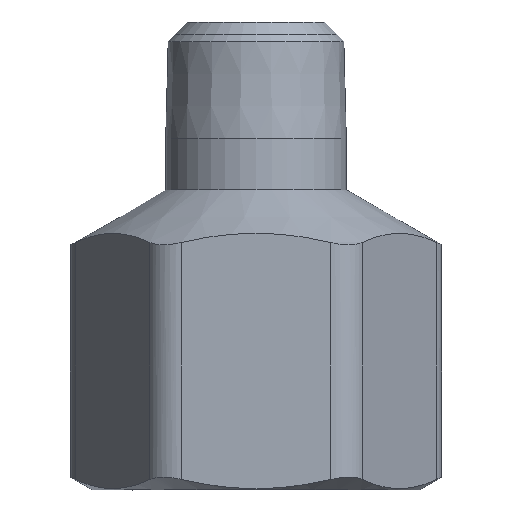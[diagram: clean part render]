
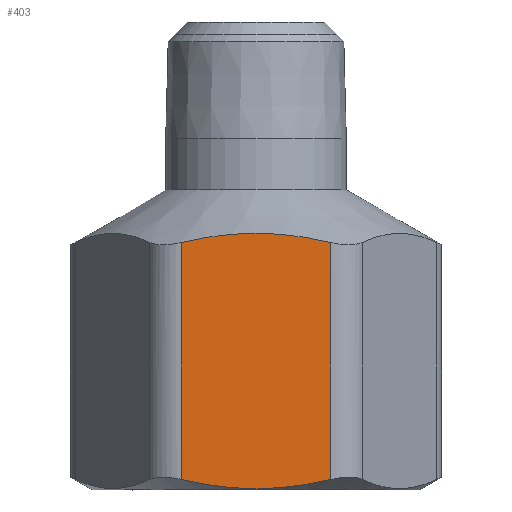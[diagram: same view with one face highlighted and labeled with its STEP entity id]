
A CAD part, front view. The second image highlights one B-rep face of the part: STEP entity #403.
In plain terms, the highlighted planar face has unit normal (0, -1, 0).
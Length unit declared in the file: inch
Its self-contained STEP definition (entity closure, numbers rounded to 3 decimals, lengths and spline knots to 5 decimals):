
#24=LINE('',#746,#36);
#25=LINE('',#759,#37);
#36=VECTOR('',#486,0.53679);
#37=VECTOR('',#489,0.53679);
#64=B_SPLINE_CURVE_WITH_KNOTS('',3,(#667,#668,#669,#670,#671,#672,#673,
#674,#675,#676),.UNSPECIFIED.,.F.,.F.,(4,1,1,1,1,1,1,4),(0.,0.14286,
0.28571,0.42857,0.57143,0.71429,0.85714,
1.),.UNSPECIFIED.);
#72=B_SPLINE_CURVE_WITH_KNOTS('',3,(#749,#750,#751,#752,#753,#754,#755,
#756,#757,#758),.UNSPECIFIED.,.F.,.F.,(4,1,1,1,1,1,1,4),(0.,0.14286,
0.28571,0.42857,0.57143,0.71429,0.85714,
1.),.UNSPECIFIED.);
#110=FACE_OUTER_BOUND('',#138,.T.);
#138=EDGE_LOOP('',(#315,#316,#317,#318));
#198=VERTEX_POINT('',#656);
#199=VERTEX_POINT('',#666);
#206=VERTEX_POINT('',#736);
#207=VERTEX_POINT('',#748);
#241=EDGE_CURVE('',#199,#198,#64,.T.);
#252=EDGE_CURVE('',#198,#206,#24,.T.);
#253=EDGE_CURVE('',#206,#207,#72,.T.);
#254=EDGE_CURVE('',#207,#199,#25,.T.);
#315=ORIENTED_EDGE('',*,*,#241,.T.);
#316=ORIENTED_EDGE('',*,*,#252,.T.);
#317=ORIENTED_EDGE('',*,*,#253,.T.);
#318=ORIENTED_EDGE('',*,*,#254,.T.);
#392=PLANE('',#433);
#403=ADVANCED_FACE('',(#110),#392,.F.);
#433=AXIS2_PLACEMENT_3D('',#747,#487,#488);
#486=DIRECTION('',(0.,0.,1.));
#487=DIRECTION('center_axis',(0.,1.,0.));
#488=DIRECTION('ref_axis',(0.,0.,1.));
#489=DIRECTION('',(0.,0.,-1.));
#656=CARTESIAN_POINT('',(0.16887,-0.375,0.02383));
#666=CARTESIAN_POINT('',(-0.16887,-0.375,0.02383));
#667=CARTESIAN_POINT('Ctrl Pts',(-0.16887,-0.375,0.02383));
#668=CARTESIAN_POINT('Ctrl Pts',(-0.15224,-0.375,0.01988));
#669=CARTESIAN_POINT('Ctrl Pts',(-0.11933,-0.375,0.01306));
#670=CARTESIAN_POINT('Ctrl Pts',(-0.07127,-0.375,0.00621));
#671=CARTESIAN_POINT('Ctrl Pts',(-0.0237,-0.375,0.00274));
#672=CARTESIAN_POINT('Ctrl Pts',(0.0237,-0.375,0.00274));
#673=CARTESIAN_POINT('Ctrl Pts',(0.07127,-0.375,0.00621));
#674=CARTESIAN_POINT('Ctrl Pts',(0.11933,-0.375,0.01306));
#675=CARTESIAN_POINT('Ctrl Pts',(0.15224,-0.375,0.01988));
#676=CARTESIAN_POINT('Ctrl Pts',(0.16887,-0.375,0.02383));
#736=CARTESIAN_POINT('',(0.16887,-0.375,0.56062));
#746=CARTESIAN_POINT('',(0.16887,-0.375,0.02383));
#747=CARTESIAN_POINT('Origin',(0.,-0.375,0.29222));
#748=CARTESIAN_POINT('',(-0.16887,-0.375,0.56062));
#749=CARTESIAN_POINT('Ctrl Pts',(0.16887,-0.375,0.56062));
#750=CARTESIAN_POINT('Ctrl Pts',(0.15224,-0.375,0.56456));
#751=CARTESIAN_POINT('Ctrl Pts',(0.11933,-0.375,0.57139));
#752=CARTESIAN_POINT('Ctrl Pts',(0.07127,-0.375,0.57824));
#753=CARTESIAN_POINT('Ctrl Pts',(0.0237,-0.375,0.58171));
#754=CARTESIAN_POINT('Ctrl Pts',(-0.0237,-0.375,0.58171));
#755=CARTESIAN_POINT('Ctrl Pts',(-0.07127,-0.375,0.57824));
#756=CARTESIAN_POINT('Ctrl Pts',(-0.11933,-0.375,0.57139));
#757=CARTESIAN_POINT('Ctrl Pts',(-0.15224,-0.375,0.56456));
#758=CARTESIAN_POINT('Ctrl Pts',(-0.16887,-0.375,0.56062));
#759=CARTESIAN_POINT('',(-0.16887,-0.375,0.56062));
